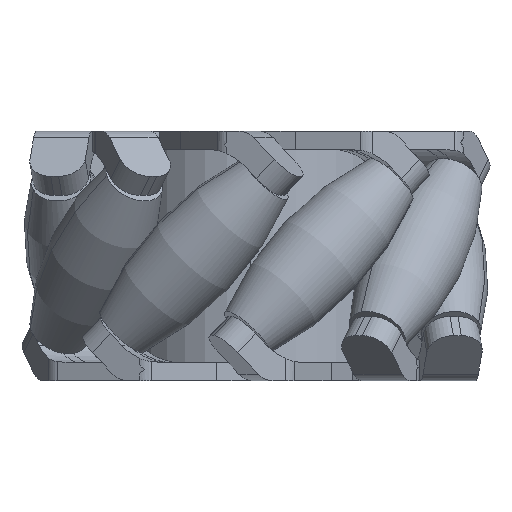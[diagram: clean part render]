
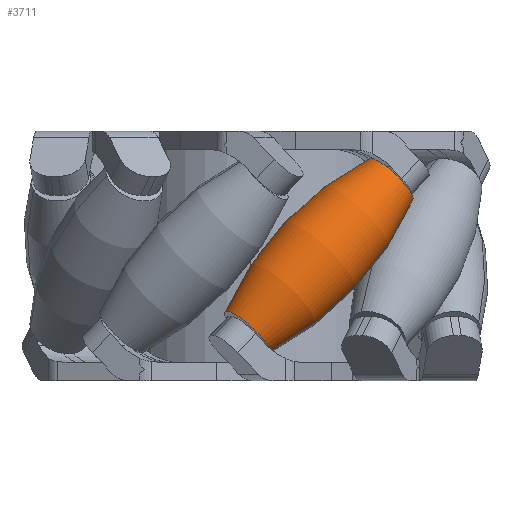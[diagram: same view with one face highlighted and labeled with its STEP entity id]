
A CAD part, front view. The second image highlights one B-rep face of the part: STEP entity #3711.
In plain terms, the highlighted toroidal (fillet/blend) face has major radius 47.335 mm and minor radius 55.344 mm.
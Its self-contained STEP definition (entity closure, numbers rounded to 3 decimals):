
#333 = DIRECTION ( 'NONE',  ( 0., 0., 1. ) ) ;
#389 = EDGE_CURVE ( 'NONE', #6934, #2244, #7481, .T. ) ;
#629 = CIRCLE ( 'NONE', #3873, 55.344 ) ;
#766 = CIRCLE ( 'NONE', #6954, 5. ) ;
#816 = CARTESIAN_POINT ( 'NONE',  ( 3., 0., 5. ) ) ;
#1092 = EDGE_CURVE ( 'NONE', #1788, #6074, #766, .T. ) ;
#1481 = CARTESIAN_POINT ( 'NONE',  ( 39., 0., -5. ) ) ;
#1499 = AXIS2_PLACEMENT_3D ( 'NONE', #5180, #4564, #2208 ) ;
#1579 = FACE_OUTER_BOUND ( 'NONE', #2025, .T. ) ;
#1788 = VERTEX_POINT ( 'NONE', #3075 ) ;
#2025 = EDGE_LOOP ( 'NONE', ( #2087, #6397, #3298, #3369 ) ) ;
#2046 = EDGE_CURVE ( 'NONE', #6934, #1788, #629, .T. ) ;
#2087 = ORIENTED_EDGE ( 'NONE', *, *, #2046, .F. ) ;
#2099 = DIRECTION ( 'NONE',  ( 0., 0., 1. ) ) ;
#2208 = DIRECTION ( 'NONE',  ( 0., 0., 1. ) ) ;
#2244 = VERTEX_POINT ( 'NONE', #5539 ) ;
#2494 = CIRCLE ( 'NONE', #6262, 55.344 ) ;
#2677 = DIRECTION ( 'NONE',  ( 0., -1., 0. ) ) ;
#2711 = DIRECTION ( 'NONE',  ( 0., 1., 0. ) ) ;
#2829 = AXIS2_PLACEMENT_3D ( 'NONE', #7996, #4909, #5031 ) ;
#3075 = CARTESIAN_POINT ( 'NONE',  ( 3., 0., -5. ) ) ;
#3298 = ORIENTED_EDGE ( 'NONE', *, *, #6104, .T. ) ;
#3336 = DIRECTION ( 'NONE',  ( 0., 0., -1. ) ) ;
#3369 = ORIENTED_EDGE ( 'NONE', *, *, #1092, .F. ) ;
#3711 = ADVANCED_FACE ( 'NONE', ( #1579 ), #7835, .T. ) ;
#3873 = AXIS2_PLACEMENT_3D ( 'NONE', #7570, #2711, #2099 ) ;
#4042 = CARTESIAN_POINT ( 'NONE',  ( 3., 0., 0. ) ) ;
#4564 = DIRECTION ( 'NONE',  ( -1., 0., 0. ) ) ;
#4909 = DIRECTION ( 'NONE',  ( -1., 0., 0. ) ) ;
#5031 = DIRECTION ( 'NONE',  ( 0., 0., 1. ) ) ;
#5153 = CARTESIAN_POINT ( 'NONE',  ( 21., 0., -47.335 ) ) ;
#5180 = CARTESIAN_POINT ( 'NONE',  ( 21., 0., 0. ) ) ;
#5539 = CARTESIAN_POINT ( 'NONE',  ( 39., 0., 5. ) ) ;
#6074 = VERTEX_POINT ( 'NONE', #816 ) ;
#6104 = EDGE_CURVE ( 'NONE', #2244, #6074, #2494, .T. ) ;
#6262 = AXIS2_PLACEMENT_3D ( 'NONE', #5153, #2677, #3336 ) ;
#6397 = ORIENTED_EDGE ( 'NONE', *, *, #389, .T. ) ;
#6934 = VERTEX_POINT ( 'NONE', #1481 ) ;
#6954 = AXIS2_PLACEMENT_3D ( 'NONE', #4042, #7671, #333 ) ;
#7481 = CIRCLE ( 'NONE', #2829, 5. ) ;
#7570 = CARTESIAN_POINT ( 'NONE',  ( 21., 0., 47.335 ) ) ;
#7671 = DIRECTION ( 'NONE',  ( -1., 0., 0. ) ) ;
#7835 = TOROIDAL_SURFACE ( 'NONE', #1499, -47.335, 55.344 ) ;
#7996 = CARTESIAN_POINT ( 'NONE',  ( 39., 0., 0. ) ) ;
